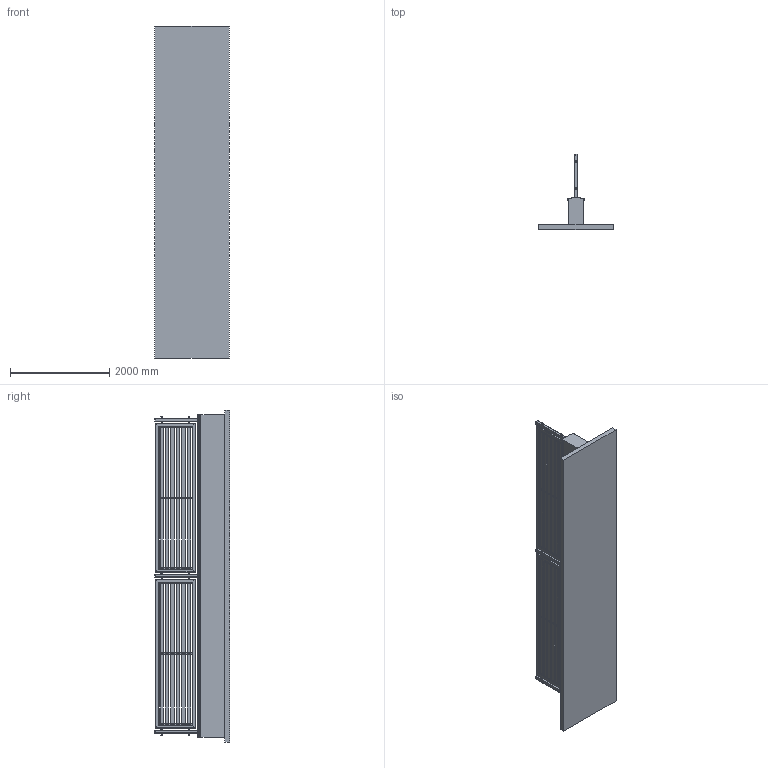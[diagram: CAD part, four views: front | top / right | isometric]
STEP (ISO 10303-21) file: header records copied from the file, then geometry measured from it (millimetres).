
FILE_DESCRIPTION(('FreeCAD Model'),'2;1');
FILE_NAME('Open CASCADE Shape Model','2025-05-01T01:58:24',('FreeCAD'),( 'FreeCAD'),'Open CASCADE STEP processor 7.6','FreeCAD','Unknown');
FILE_SCHEMA(('AUTOMOTIVE_DESIGN { 1 0 10303 214 1 1 1 1 }'));
Products named in the file (1): Open CASCADE STEP translator 7.6 1
Bounding box: 1500 x 1515.93 x 6700 mm (x, y, z)
Volume: 2123387235.6 mm3; surface area: 48443754.1 mm2
Topology: 248 solids, 248 shells, 5159 faces, 13432 edges, 8935 vertices
Faces by surface type: bspline 5159
Entity records: 181540 total; most frequent: CARTESIAN_POINT 104043, ORIENTED_EDGE 26672, EDGE_CURVE 13336, VERTEX_POINT 8935, B_SPLINE_CURVE_WITH_KNOTS 8528, FACE_BOUND 5661, EDGE_LOOP 5661, ADVANCED_FACE 5159
